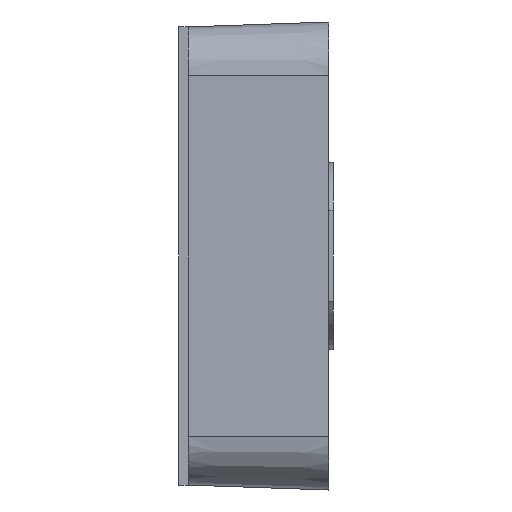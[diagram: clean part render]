
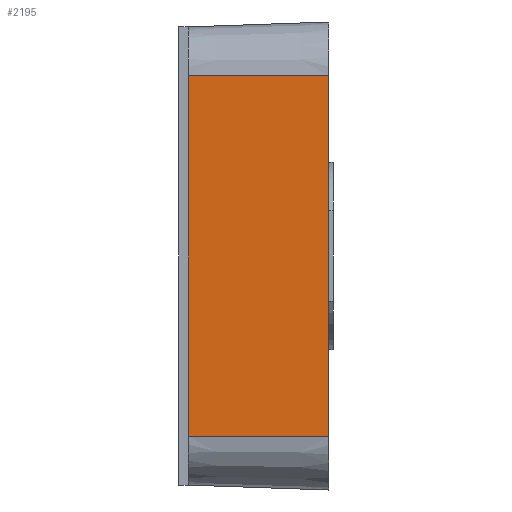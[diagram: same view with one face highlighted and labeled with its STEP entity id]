
A CAD part, left-side view. The second image highlights one B-rep face of the part: STEP entity #2195.
In plain terms, the highlighted planar face has unit normal (-0.999, 0.035, 0).
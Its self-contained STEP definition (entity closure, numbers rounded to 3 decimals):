
#167=DIRECTION('',(0.,0.,-1.));
#168=VECTOR('',#167,15.4);
#169=CARTESIAN_POINT('',(-30.,0.,7.7));
#170=LINE('',#169,#168);
#502=DIRECTION('',(-0.035,-0.999,0.));
#503=VECTOR('',#502,6.004);
#504=CARTESIAN_POINT('',(-29.79,6.,7.7));
#505=LINE('',#504,#503);
#516=DIRECTION('',(0.,0.,-1.));
#517=VECTOR('',#516,15.4);
#518=CARTESIAN_POINT('',(-29.79,6.,7.7));
#519=LINE('',#518,#517);
#530=DIRECTION('',(0.035,0.999,0.));
#531=VECTOR('',#530,6.004);
#532=CARTESIAN_POINT('',(-30.,0.,-7.7));
#533=LINE('',#532,#531);
#1719=CARTESIAN_POINT('',(-29.79,6.,7.7));
#1720=CARTESIAN_POINT('',(-29.79,6.,-7.7));
#1721=VERTEX_POINT('',#1719);
#1722=VERTEX_POINT('',#1720);
#1803=CARTESIAN_POINT('',(-30.,0.,7.7));
#1804=VERTEX_POINT('',#1803);
#1886=CARTESIAN_POINT('',(-30.,0.,-7.7));
#1888=VERTEX_POINT('',#1886);
#2183=CARTESIAN_POINT('',(-30.,0.,-7.7));
#2184=DIRECTION('',(-0.999,0.035,0.));
#2185=DIRECTION('',(-0.035,-0.999,0.));
#2186=AXIS2_PLACEMENT_3D('',#2183,#2184,#2185);
#2187=PLANE('',#2186);
#2188=ORIENTED_EDGE('',*,*,#2022,.T.);
#2190=ORIENTED_EDGE('',*,*,#2189,.T.);
#2191=ORIENTED_EDGE('',*,*,#1925,.F.);
#2192=ORIENTED_EDGE('',*,*,#2176,.T.);
#2193=EDGE_LOOP('',(#2188,#2190,#2191,#2192));
#2194=FACE_OUTER_BOUND('',#2193,.F.);
#2195=ADVANCED_FACE('',(#2194),#2187,.T.);
#1925=EDGE_CURVE('',#1721,#1722,#519,.T.);
#2022=EDGE_CURVE('',#1804,#1888,#170,.T.);
#2176=EDGE_CURVE('',#1721,#1804,#505,.T.);
#2189=EDGE_CURVE('',#1888,#1722,#533,.T.);
